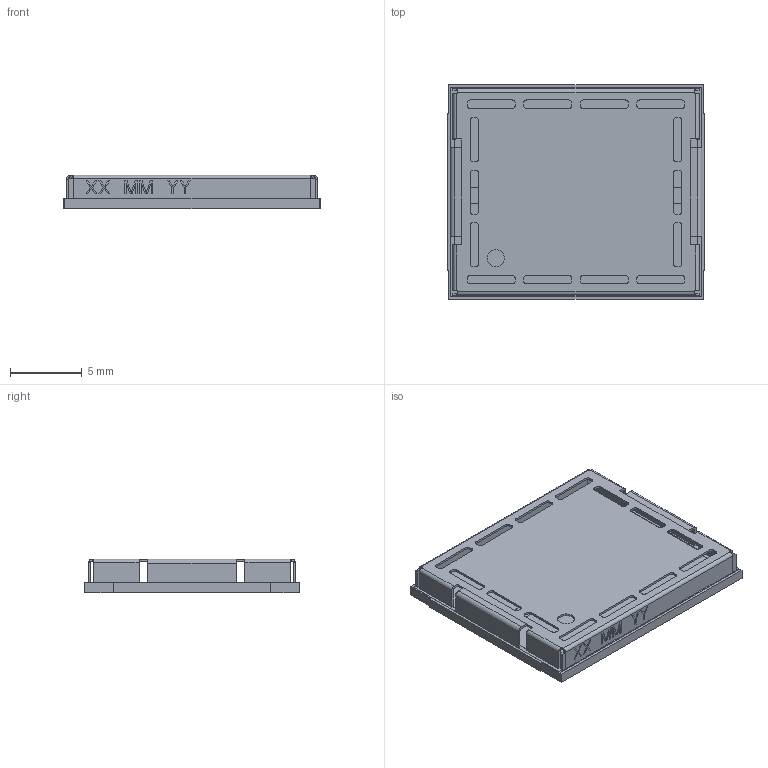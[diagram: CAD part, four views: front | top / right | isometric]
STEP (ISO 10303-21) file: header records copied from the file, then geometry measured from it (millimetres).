
FILE_DESCRIPTION((''),'2;1');
FILE_NAME('5303095_HL7800_ASM','2019-10-30T',('ALee'),('Sierra Wireless'),'CREO PARAMETRIC BY PTC INC, 2016380','CREO PARAMETRIC BY PTC INC, 2016380','');
FILE_SCHEMA(('AUTOMOTIVE_DESIGN { 1 0 10303 214 1 1 1 1 }'));
Length unit declared in the file: millimetre
Products named in the file (3): HL7802_20190118_SWI; 5302858_SHIELD_CAN; 5303095_HL7800_ASM
Assembly tree (2 placements, depth 2):
  5303095_HL7800_ASM
    HL7802_20190118_SWI
    5302858_SHIELD_CAN
Bounding box: 18 x 15 x 2.35 mm (x, y, z)
Volume: 233.5 mm3; surface area: 1229.7 mm2
Topology: 2 solids, 2 shells, 798 faces, 2013 edges, 1314 vertices
Faces by surface type: plane 708, cylinder 78, bspline 12
Entity records: 32659 total; most frequent: CARTESIAN_POINT 5303, ORIENTED_EDGE 4026, DIRECTION 3715, PRESENTATION_STYLE_ASSIGNMENT 2118, STYLED_ITEM 2029, CURVE_STYLE 2013, EDGE_CURVE 2013, VECTOR 1829
